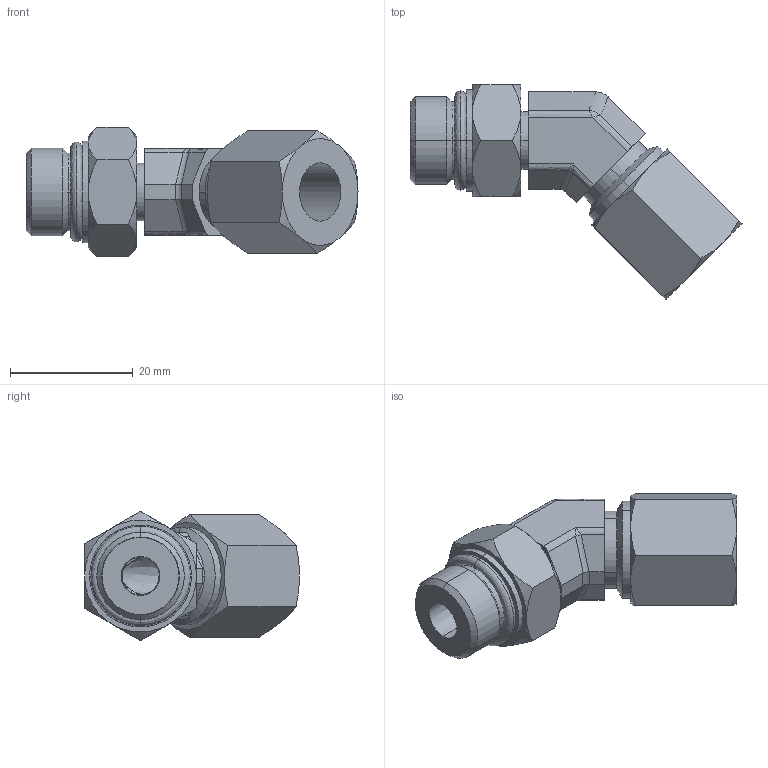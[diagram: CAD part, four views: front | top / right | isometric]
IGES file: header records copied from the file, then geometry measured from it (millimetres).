
Start section:  PTC IGES file: ilc30150166.igs
Global section: file name: ilc30150166.igs; native system: Creo Parametric by PTC Inc.; preprocessor: 2021164; author: rkuestersteffen; organization: Unknown; date: 20220908.085344; units: inch
Bounding box: 54.17 x 35.06 x 21.09 mm (x, y, z)
Surface area: 6018.1 mm2 (no closed solid volume)
Topology: 0 solids, 0 shells, 115 faces, 516 edges, 514 vertices
Faces by surface type: revolution 76, bspline 39
